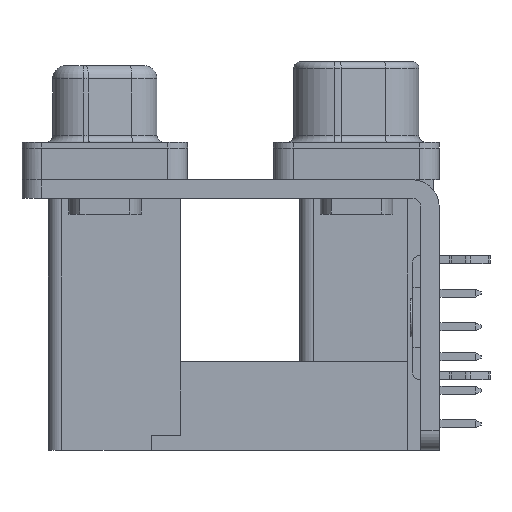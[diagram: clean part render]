
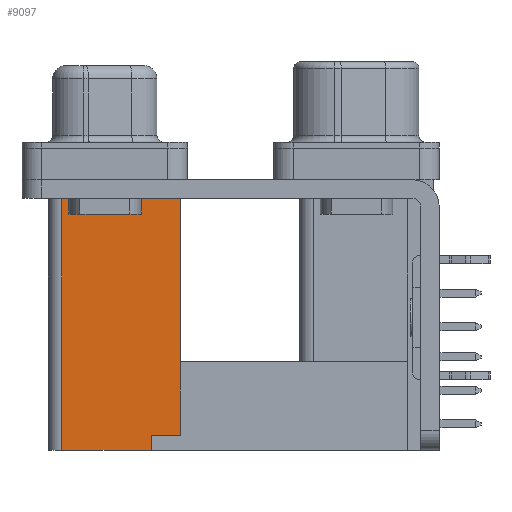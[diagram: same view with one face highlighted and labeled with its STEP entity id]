
A CAD part, left-side view. The second image highlights one B-rep face of the part: STEP entity #9097.
In plain terms, the highlighted planar face has unit normal (-1, 0, 0).
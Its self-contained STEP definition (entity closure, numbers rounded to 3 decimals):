
#56 = AXIS2_PLACEMENT_3D ( 'NONE', #24713, #24714, #24715 ) ;
#3547 = CARTESIAN_POINT ( 'NONE',  ( -8.415, 13.321, -16.641 ) ) ;
#3569 = CARTESIAN_POINT ( 'NONE',  ( -8.415, 13.321, -22.191 ) ) ;
#3573 = CARTESIAN_POINT ( 'NONE',  ( -8.415, 15.521, -22.191 ) ) ;
#3575 = CARTESIAN_POINT ( 'NONE',  ( -8.415, 15.521, -23.34 ) ) ;
#3594 = CARTESIAN_POINT ( 'NONE',  ( -8.415, 22.321, -23.34 ) ) ;
#4743 = CARTESIAN_POINT ( 'NONE',  ( -8.415, 13.321, -66.257 ) ) ;
#4744 = DIRECTION ( 'NONE',  ( 0., 0., 1. ) ) ;
#4757 = CARTESIAN_POINT ( 'NONE',  ( -8.415, 13.321, -22.191 ) ) ;
#4758 = DIRECTION ( 'NONE',  ( 0., -1., 0. ) ) ;
#4765 = CARTESIAN_POINT ( 'NONE',  ( -8.415, 15.521, -23.341 ) ) ;
#4766 = DIRECTION ( 'NONE',  ( 0., 0., 1. ) ) ;
#4873 = CARTESIAN_POINT ( 'NONE',  ( -8.415, 13.321, -66.257 ) ) ;
#4874 = DIRECTION ( 'NONE',  ( 0., 0., 1. ) ) ;
#4877 = CARTESIAN_POINT ( 'NONE',  ( -8.415, 22.321, -66.257 ) ) ;
#4878 = DIRECTION ( 'NONE',  ( 0., 0., 1. ) ) ;
#4879 = CARTESIAN_POINT ( 'NONE',  ( -8.415, 22.321, -23.34 ) ) ;
#4881 = DIRECTION ( 'NONE',  ( 0., 1., 0. ) ) ;
#5339 = LINE ( 'NONE', #4743, #5341 ) ;
#5341 = VECTOR ( 'NONE', #4744, 1000. ) ;
#5346 = LINE ( 'NONE', #4757, #5349 ) ;
#5349 = VECTOR ( 'NONE', #4758, 1000. ) ;
#5354 = LINE ( 'NONE', #4765, #5357 ) ;
#5357 = VECTOR ( 'NONE', #4766, 1000. ) ;
#5440 = LINE ( 'NONE', #4873, #5443 ) ;
#5443 = VECTOR ( 'NONE', #4874, 1000. ) ;
#5444 = LINE ( 'NONE', #4877, #5447 ) ;
#5446 = LINE ( 'NONE', #4879, #5449 ) ;
#5447 = VECTOR ( 'NONE', #4878, 1000. ) ;
#5449 = VECTOR ( 'NONE', #4881, 1000. ) ;
#7318 = EDGE_CURVE ( 'NONE', #8267, #8237, #17539, .T. ) ;
#8237 = VERTEX_POINT ( 'NONE', #21224 ) ;
#8267 = VERTEX_POINT ( 'NONE', #21254 ) ;
#9097 = ADVANCED_FACE ( 'NONE', ( #24056 ), #24705, .F. ) ;
#9568 = VERTEX_POINT ( 'NONE', #3547 ) ;
#9590 = VERTEX_POINT ( 'NONE', #3569 ) ;
#9594 = VERTEX_POINT ( 'NONE', #3573 ) ;
#9596 = VERTEX_POINT ( 'NONE', #3575 ) ;
#9615 = VERTEX_POINT ( 'NONE', #3594 ) ;
#10849 = EDGE_CURVE ( 'NONE', #9590, #9568, #5339, .T. ) ;
#10853 = EDGE_CURVE ( 'NONE', #9594, #9590, #5346, .T. ) ;
#10857 = EDGE_CURVE ( 'NONE', #9596, #9594, #5354, .T. ) ;
#10905 = EDGE_CURVE ( 'NONE', #9568, #8267, #5440, .T. ) ;
#10907 = EDGE_CURVE ( 'NONE', #9615, #8237, #5444, .T. ) ;
#10908 = EDGE_CURVE ( 'NONE', #9596, #9615, #5446, .T. ) ;
#11457 = EDGE_LOOP ( 'NONE', ( #12453, #12454, #12455, #12456, #12457, #12458, #12459 ) ) ;
#12453 = ORIENTED_EDGE ( 'NONE', *, *, #10857, .T. ) ;
#12454 = ORIENTED_EDGE ( 'NONE', *, *, #10853, .T. ) ;
#12455 = ORIENTED_EDGE ( 'NONE', *, *, #10849, .T. ) ;
#12456 = ORIENTED_EDGE ( 'NONE', *, *, #10905, .T. ) ;
#12457 = ORIENTED_EDGE ( 'NONE', *, *, #7318, .T. ) ;
#12458 = ORIENTED_EDGE ( 'NONE', *, *, #10907, .F. ) ;
#12459 = ORIENTED_EDGE ( 'NONE', *, *, #10908, .F. ) ;
#17539 = LINE ( 'NONE', #18650, #17542 ) ;
#17542 = VECTOR ( 'NONE', #18651, 1000. ) ;
#18650 = CARTESIAN_POINT ( 'NONE',  ( -8.415, 22.321, -2.85 ) ) ;
#18651 = DIRECTION ( 'NONE',  ( 0., 1., 0. ) ) ;
#21224 = CARTESIAN_POINT ( 'NONE',  ( -8.415, 22.321, -2.85 ) ) ;
#21254 = CARTESIAN_POINT ( 'NONE',  ( -8.415, 13.321, -2.85 ) ) ;
#24056 = FACE_OUTER_BOUND ( 'NONE', #11457, .T. ) ;
#24705 = PLANE ( 'NONE',  #56 ) ;
#24713 = CARTESIAN_POINT ( 'NONE',  ( -8.415, 22.321, -66.257 ) ) ;
#24714 = DIRECTION ( 'NONE',  ( 1., 0., 0. ) ) ;
#24715 = DIRECTION ( 'NONE',  ( 0., 1., 0. ) ) ;
